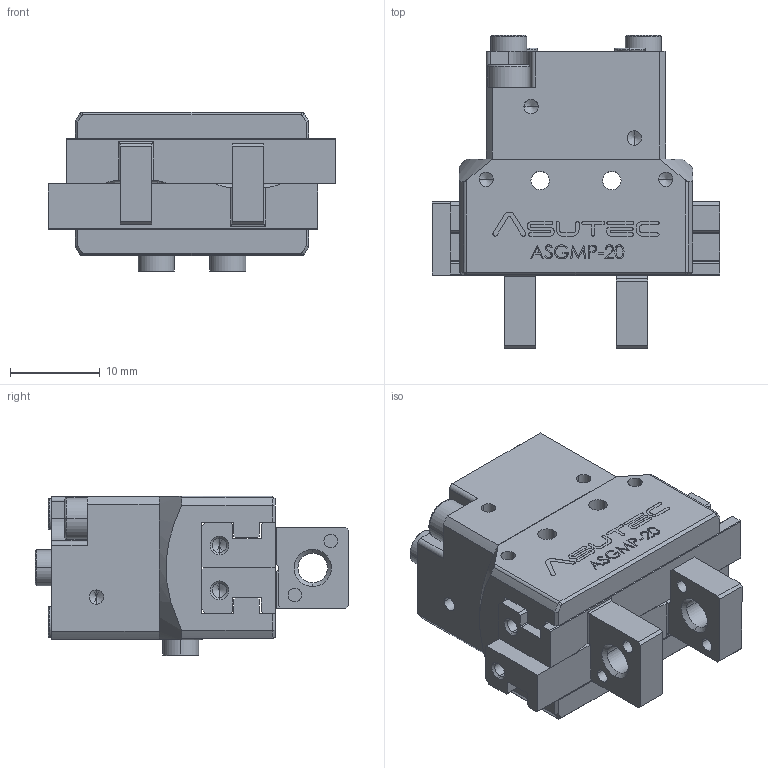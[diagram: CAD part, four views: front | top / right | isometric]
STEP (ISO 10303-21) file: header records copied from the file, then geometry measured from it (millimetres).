
FILE_DESCRIPTION (( 'STEP AP203' ), '1' );
FILE_NAME ('ASGMP-20.STEP', '2019-03-03T07:49:56', ( '' ), ( '' ), 'SwSTEP 2.0', 'SolidWorks 2015', '' );
FILE_SCHEMA (( 'CONFIG_CONTROL_DESIGN' ));
Length unit declared in the file: millimetre
Products named in the file (1): ASGMP-20
Bounding box: 32 x 34.9 x 17.8 mm (x, y, z)
Volume: 9283 mm3; surface area: 6746.1 mm2
Topology: 3 solids, 9 shells, 729 faces, 1885 edges, 1196 vertices
Faces by surface type: plane 311, cylinder 197, cone 112, bspline 109
Entity records: 27777 total; most frequent: CARTESIAN_POINT 10674, ORIENTED_EDGE 3700, DIRECTION 3228, EDGE_CURVE 1850, VERTEX_POINT 1196, AXIS2_PLACEMENT_3D 1086, LINE 1056, VECTOR 1056
